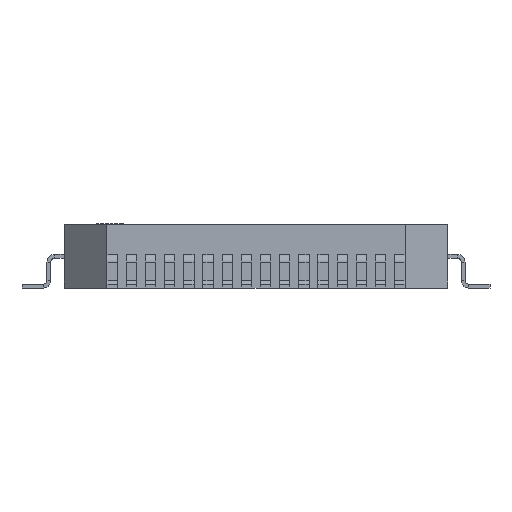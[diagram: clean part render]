
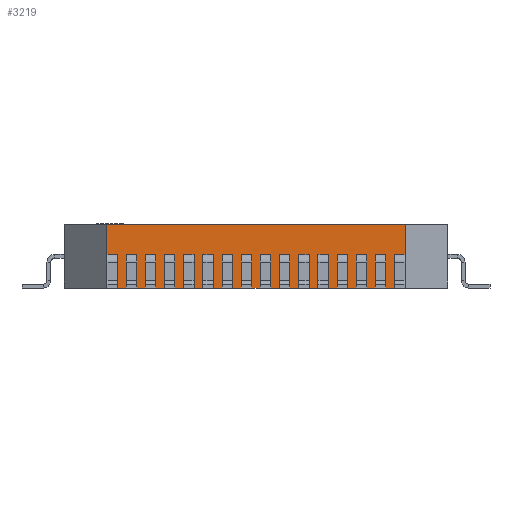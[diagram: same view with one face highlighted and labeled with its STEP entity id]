
A CAD part, left-side view. The second image highlights one B-rep face of the part: STEP entity #3219.
In plain terms, the highlighted planar face has unit normal (-1, 0, 0).
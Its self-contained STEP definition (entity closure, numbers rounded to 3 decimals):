
#421=PLANE('',#3403);
#579=FACE_OUTER_BOUND('',#753,.T.);
#753=EDGE_LOOP('',(#2831,#2832,#2833,#2834));
#1039=LINE('',#5332,#1395);
#1049=LINE('',#5364,#1405);
#1050=LINE('',#5366,#1406);
#1051=LINE('',#5367,#1407);
#1395=VECTOR('',#3934,1.);
#1405=VECTOR('',#3966,1.);
#1406=VECTOR('',#3967,1.);
#1407=VECTOR('',#3968,1.);
#1754=VERTEX_POINT('',#5330);
#1755=VERTEX_POINT('',#5331);
#1766=VERTEX_POINT('',#5363);
#1767=VERTEX_POINT('',#5365);
#2119=EDGE_CURVE('',#1754,#1755,#1039,.T.);
#2133=EDGE_CURVE('',#1766,#1754,#1049,.T.);
#2134=EDGE_CURVE('',#1767,#1755,#1050,.T.);
#2135=EDGE_CURVE('',#1766,#1767,#1051,.T.);
#2831=ORIENTED_EDGE('',*,*,#2133,.T.);
#2832=ORIENTED_EDGE('',*,*,#2119,.T.);
#2833=ORIENTED_EDGE('',*,*,#2134,.F.);
#2834=ORIENTED_EDGE('',*,*,#2135,.F.);
#3219=ADVANCED_FACE('',(#579),#421,.F.);
#3403=AXIS2_PLACEMENT_3D('',#5362,#3964,#3965);
#3934=DIRECTION('',(0.,1.,0.));
#3964=DIRECTION('center_axis',(1.,0.,0.));
#3965=DIRECTION('ref_axis',(0.,0.,1.));
#3966=DIRECTION('',(0.,0.,1.));
#3967=DIRECTION('',(0.,0.,1.));
#3968=DIRECTION('',(0.,1.,0.));
#5330=CARTESIAN_POINT('',(0.,1.115,1.65));
#5331=CARTESIAN_POINT('',(0.,8.885,1.65));
#5332=CARTESIAN_POINT('',(0.,0.,1.65));
#5362=CARTESIAN_POINT('Origin',(0.,0.,0.));
#5363=CARTESIAN_POINT('',(0.,1.115,0.));
#5364=CARTESIAN_POINT('',(0.,1.115,0.));
#5365=CARTESIAN_POINT('',(0.,8.885,0.));
#5366=CARTESIAN_POINT('',(0.,8.885,0.));
#5367=CARTESIAN_POINT('',(0.,0.,0.));
